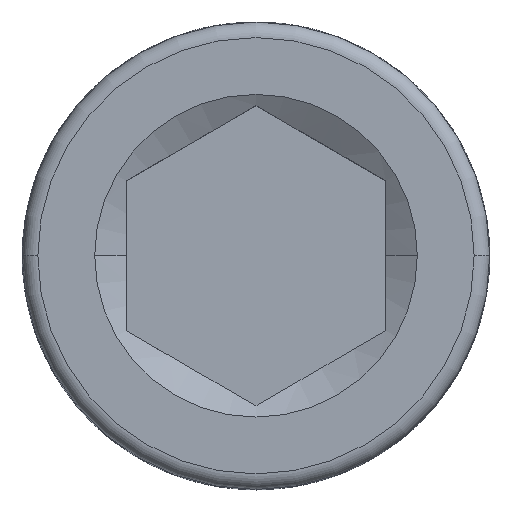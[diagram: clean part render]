
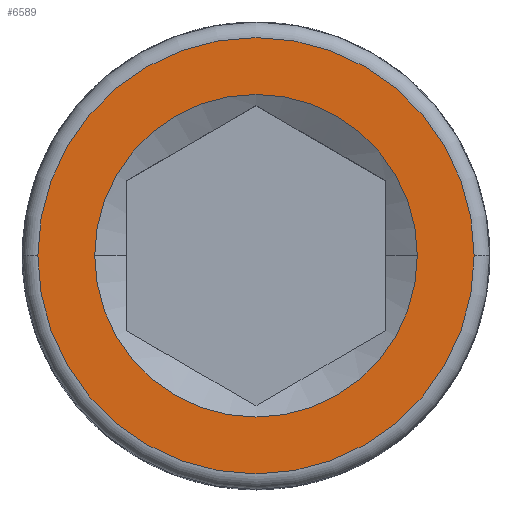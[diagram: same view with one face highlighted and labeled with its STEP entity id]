
A CAD part, top view. The second image highlights one B-rep face of the part: STEP entity #6589.
In plain terms, the highlighted planar face has unit normal (0, 0, 1).
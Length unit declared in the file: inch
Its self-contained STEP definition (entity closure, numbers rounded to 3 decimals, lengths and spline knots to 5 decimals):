
#862 = EDGE_LOOP ( 'NONE', ( #6830, #1580 ) ) ;
#979 = CARTESIAN_POINT ( 'NONE',  ( 0.2625, 0., 0.5625 ) ) ;
#1099 = DIRECTION ( 'NONE',  ( -1., 0., 0. ) ) ;
#1290 = CIRCLE ( 'NONE', #2996, 0.1941 ) ;
#1499 = DIRECTION ( 'NONE',  ( 0., 0., 1. ) ) ;
#1580 = ORIENTED_EDGE ( 'NONE', *, *, #13573, .F. ) ;
#1628 = PLANE ( 'NONE',  #13037 ) ;
#1672 = ORIENTED_EDGE ( 'NONE', *, *, #12656, .F. ) ;
#2056 = EDGE_LOOP ( 'NONE', ( #1672, #12042 ) ) ;
#2413 = DIRECTION ( 'NONE',  ( 1., 0., 0. ) ) ;
#2495 = CARTESIAN_POINT ( 'NONE',  ( 0.1941, 0., 0.5625 ) ) ;
#2969 = DIRECTION ( 'NONE',  ( 0., 0., 1. ) ) ;
#2996 = AXIS2_PLACEMENT_3D ( 'NONE', #8227, #1499, #2413 ) ;
#3153 = VERTEX_POINT ( 'NONE', #979 ) ;
#4670 = CIRCLE ( 'NONE', #11092, 0.1941 ) ;
#4860 = DIRECTION ( 'NONE',  ( 1., 0., 0. ) ) ;
#5184 = DIRECTION ( 'NONE',  ( -1., 0., 0. ) ) ;
#5237 = FACE_BOUND ( 'NONE', #2056, .T. ) ;
#5279 = VERTEX_POINT ( 'NONE', #2495 ) ;
#5549 = DIRECTION ( 'NONE',  ( 0., 0., -1. ) ) ;
#5559 = CARTESIAN_POINT ( 'NONE',  ( -0.1941, 0., 0.5625 ) ) ;
#6300 = FACE_OUTER_BOUND ( 'NONE', #862, .T. ) ;
#6413 = DIRECTION ( 'NONE',  ( 0., 0., -1. ) ) ;
#6539 = CIRCLE ( 'NONE', #13860, 0.2625 ) ;
#6589 = ADVANCED_FACE ( 'NONE', ( #5237, #6300 ), #1628, .T. ) ;
#6830 = ORIENTED_EDGE ( 'NONE', *, *, #14094, .F. ) ;
#7087 = DIRECTION ( 'NONE',  ( 0., 0., 1. ) ) ;
#7494 = DIRECTION ( 'NONE',  ( 1., 0., 0. ) ) ;
#8227 = CARTESIAN_POINT ( 'NONE',  ( 0., 0., 0.5625 ) ) ;
#8325 = CARTESIAN_POINT ( 'NONE',  ( 0., 0.2625, 0.5625 ) ) ;
#8686 = CARTESIAN_POINT ( 'NONE',  ( 0., 0., 0.5625 ) ) ;
#9914 = CARTESIAN_POINT ( 'NONE',  ( -0.2625, 0., 0.5625 ) ) ;
#10090 = AXIS2_PLACEMENT_3D ( 'NONE', #12329, #5549, #1099 ) ;
#10686 = EDGE_CURVE ( 'NONE', #11011, #5279, #4670, .T. ) ;
#10913 = VERTEX_POINT ( 'NONE', #9914 ) ;
#11011 = VERTEX_POINT ( 'NONE', #5559 ) ;
#11092 = AXIS2_PLACEMENT_3D ( 'NONE', #13032, #2969, #7494 ) ;
#12042 = ORIENTED_EDGE ( 'NONE', *, *, #10686, .F. ) ;
#12329 = CARTESIAN_POINT ( 'NONE',  ( 0., 0., 0.5625 ) ) ;
#12656 = EDGE_CURVE ( 'NONE', #5279, #11011, #1290, .T. ) ;
#13032 = CARTESIAN_POINT ( 'NONE',  ( 0., 0., 0.5625 ) ) ;
#13037 = AXIS2_PLACEMENT_3D ( 'NONE', #8325, #7087, #4860 ) ;
#13089 = CIRCLE ( 'NONE', #10090, 0.2625 ) ;
#13573 = EDGE_CURVE ( 'NONE', #3153, #10913, #6539, .T. ) ;
#13860 = AXIS2_PLACEMENT_3D ( 'NONE', #8686, #6413, #5184 ) ;
#14094 = EDGE_CURVE ( 'NONE', #10913, #3153, #13089, .T. ) ;
